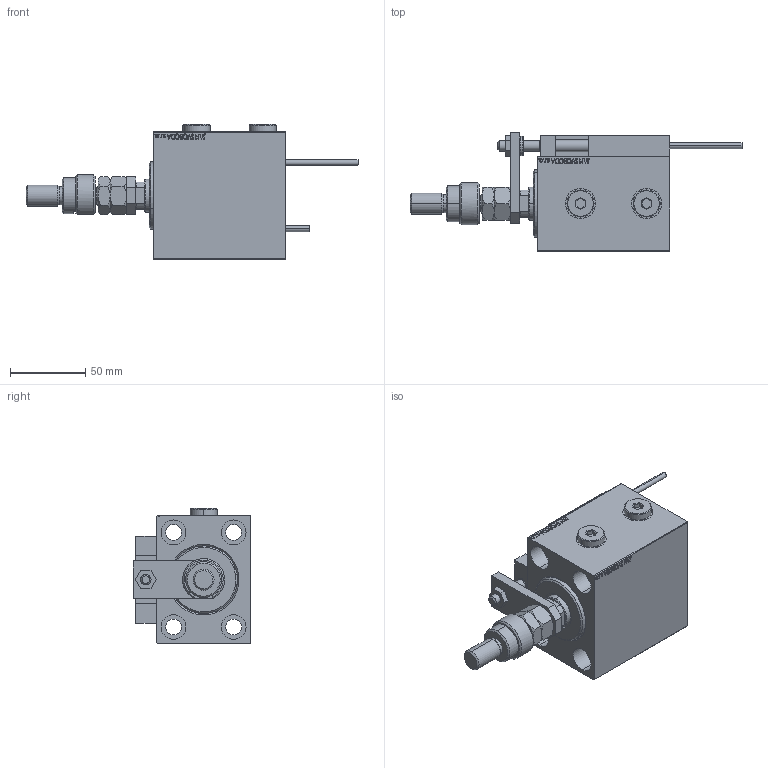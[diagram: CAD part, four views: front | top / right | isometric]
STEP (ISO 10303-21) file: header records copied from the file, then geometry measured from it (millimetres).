
FILE_DESCRIPTION (( 'STEP AP203' ), '1' );
FILE_NAME ('fd3a.STEP', '2024-02-13T01:26:50', ( '' ), ( '' ), 'SwSTEP 2.0', 'SolidWorks 2019', '' );
FILE_SCHEMA (( 'CONFIG_CONTROL_DESIGN' ));
Length unit declared in the file: millimetre
Products named in the file (19): V450CM_VC_B 17fccfac592b81f2ba1c8029f11c0823; V450CM_C_VCP 17fccfac592b81f2ba1c8029f11c0823; X_Y_DFA 17fccfac592b81f2ba1c8029f11c0823; ALLEN BOLT D8 17fccfac592b81f2ba1c8029f11c0823; NUT_D12 17fccfac592b81f2ba1c8029f11c0823; KONCOVKA 17fccfac592b81f2ba1c8029f11c0823; FEMALE_PART_FOR_DFA 17fccfac592b81f2ba1c8029f11c0823; MAGNET 17fccfac592b81f2ba1c8029f11c0823; Zatka_OIL_PORT 17fccfac592b81f2ba1c8029f11c0823; SWITCH_X_FRONT_BACK 17fccfac592b81f2ba1c8029f11c0823; fd3a; V450CM_C_Body 17fccfac592b81f2ba1c8029f11c0823; ALLEN BOLT D5 17fccfac592b81f2ba1c8029f11c0823; MFA 17fccfac592b81f2ba1c8029f11c0823; ZARAZKA 17fccfac592b81f2ba1c8029f11c0823; TYC_L79 17fccfac592b81f2ba1c8029f11c0823; SWITCH DIM B,W 17fccfac592b81f2ba1c8029f11c0823; Block 17fccfac592b81f2ba1c8029f11c0823; SWITCH X 17fccfac592b81f2ba1c8029f11c0823
Assembly tree (29 placements, depth 3):
  fd3a
    V450CM_C_Body 17fccfac592b81f2ba1c8029f11c0823
    SWITCH X 17fccfac592b81f2ba1c8029f11c0823
      SWITCH_X_FRONT_BACK 17fccfac592b81f2ba1c8029f11c0823  x2
      TYC_L79 17fccfac592b81f2ba1c8029f11c0823
      Block 17fccfac592b81f2ba1c8029f11c0823  x2
      ALLEN BOLT D5 17fccfac592b81f2ba1c8029f11c0823  x4
      ALLEN BOLT D8 17fccfac592b81f2ba1c8029f11c0823  x4
      MAGNET 17fccfac592b81f2ba1c8029f11c0823  x2
      KONCOVKA 17fccfac592b81f2ba1c8029f11c0823  x2
    NUT_D12 17fccfac592b81f2ba1c8029f11c0823
    SWITCH DIM B,W 17fccfac592b81f2ba1c8029f11c0823
    ZARAZKA 17fccfac592b81f2ba1c8029f11c0823
    V450CM_C_VCP 17fccfac592b81f2ba1c8029f11c0823
    V450CM_VC_B 17fccfac592b81f2ba1c8029f11c0823
    X_Y_DFA 17fccfac592b81f2ba1c8029f11c0823
      FEMALE_PART_FOR_DFA 17fccfac592b81f2ba1c8029f11c0823
      MFA 17fccfac592b81f2ba1c8029f11c0823
    Zatka_OIL_PORT 17fccfac592b81f2ba1c8029f11c0823  x2
Bounding box: 221 x 78.5 x 89.9 mm (x, y, z)
Volume: 477749.7 mm3; surface area: 112757.2 mm2
Topology: 27 solids, 27 shells, 1421 faces, 3370 edges, 2139 vertices
Faces by surface type: plane 622, bspline 380, cylinder 217, cone 150, torus 48, sphere 4
Entity records: 54317 total; most frequent: CARTESIAN_POINT 27012, ORIENTED_EDGE 5680, DIRECTION 4010, EDGE_CURVE 2840, VERTEX_POINT 1839, VECTOR 1592, LINE 1592, EDGE_LOOP 1323
